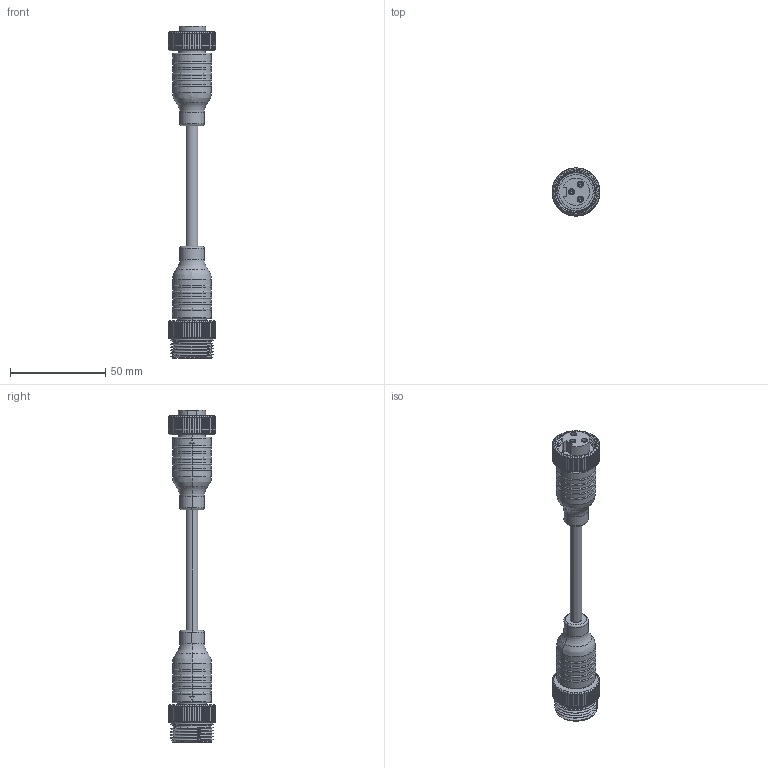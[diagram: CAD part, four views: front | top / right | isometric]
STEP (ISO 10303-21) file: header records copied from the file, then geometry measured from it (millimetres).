
FILE_DESCRIPTION((''),'2;1');
FILE_NAME('247645_SM01_ASM','2026-03-27T13:18:55',('banengservice'),('BANNER ENGINEERING'),'CREO PARAMETRIC BY PTC INC, 2022414','CREO PARAMETRIC BY PTC INC, 2022414','');
FILE_SCHEMA(('CONFIG_CONTROL_DESIGN'));
Length unit declared in the file: millimetre
Products named in the file (2): 247645_EP01; 247645_SM01_ASM
Assembly tree (1 placements, depth 2):
  247645_SM01_ASM
    247645_EP01
Bounding box: 25 x 25 x 174.4 mm (x, y, z)
Volume: 32650.6 mm3; surface area: 15963.1 mm2
Topology: 2 solids, 2 shells, 625 faces, 1648 edges, 1053 vertices
Faces by surface type: plane 290, cylinder 239, torus 44, cone 32, bspline 14, sphere 6
Entity records: 27316 total; most frequent: CARTESIAN_POINT 12533, ORIENTED_EDGE 3272, DIRECTION 2852, EDGE_CURVE 1636, AXIS2_PLACEMENT_3D 1159, VERTEX_POINT 1053, EDGE_LOOP 665, FACE_OUTER_BOUND 625
